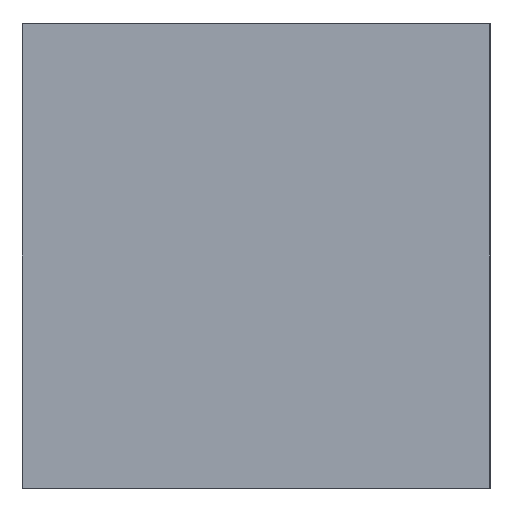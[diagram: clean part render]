
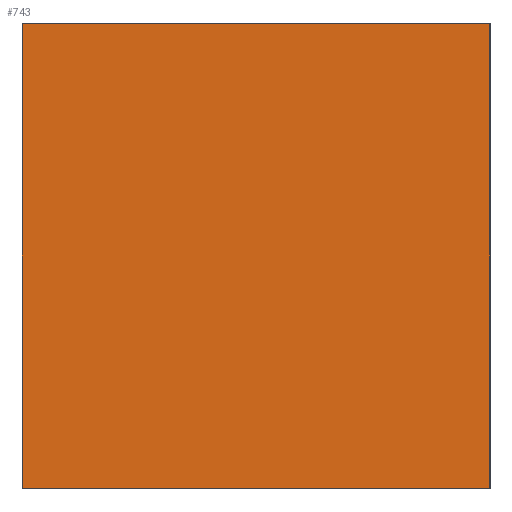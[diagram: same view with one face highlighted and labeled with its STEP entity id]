
A CAD part, left-side view. The second image highlights one B-rep face of the part: STEP entity #743.
In plain terms, the highlighted planar face has unit normal (-1, 0, 0).
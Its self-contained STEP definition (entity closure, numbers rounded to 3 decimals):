
#597=CARTESIAN_POINT('',(-1.,35.,-0.5));
#598=VERTEX_POINT('',#597);
#605=CARTESIAN_POINT('',(-1.,50.,-0.5));
#606=VERTEX_POINT('',#605);
#607=CARTESIAN_POINT('',(-1.,35.,-0.5));
#608=DIRECTION('',(0.,1.,0.));
#609=VECTOR('',#608,15.);
#610=LINE('',#607,#609);
#611=EDGE_CURVE('',#598,#606,#610,.T.);
#661=CARTESIAN_POINT('',(-1.,35.,14.4));
#662=VERTEX_POINT('',#661);
#669=CARTESIAN_POINT('',(-1.,35.,14.4));
#670=DIRECTION('',(0.,0.,-1.));
#671=VECTOR('',#670,14.9);
#672=LINE('',#669,#671);
#673=EDGE_CURVE('',#662,#598,#672,.T.);
#709=CARTESIAN_POINT('',(-1.,50.,14.4));
#710=VERTEX_POINT('',#709);
#711=CARTESIAN_POINT('',(-1.,50.,14.4));
#712=DIRECTION('',(0.,0.,-1.));
#713=VECTOR('',#712,14.9);
#714=LINE('',#711,#713);
#715=EDGE_CURVE('',#710,#606,#714,.T.);
#727=CARTESIAN_POINT('',(-1.,43.5,13.));
#728=DIRECTION('',(-1.,0.,0.));
#729=DIRECTION('',(-0.,-1.,0.));
#730=AXIS2_PLACEMENT_3D('',#727,#728,#729);
#731=PLANE('',#730);
#732=ORIENTED_EDGE('',*,*,#611,.F.);
#733=ORIENTED_EDGE('',*,*,#673,.F.);
#734=CARTESIAN_POINT('',(-1.,35.,14.4));
#735=DIRECTION('',(0.,1.,0.));
#736=VECTOR('',#735,15.);
#737=LINE('',#734,#736);
#738=EDGE_CURVE('',#662,#710,#737,.T.);
#739=ORIENTED_EDGE('',*,*,#738,.T.);
#740=ORIENTED_EDGE('',*,*,#715,.T.);
#741=EDGE_LOOP('',(#732,#733,#739,#740));
#742=FACE_BOUND('',#741,.T.);
#743=ADVANCED_FACE('',(#742),#731,.T.);
